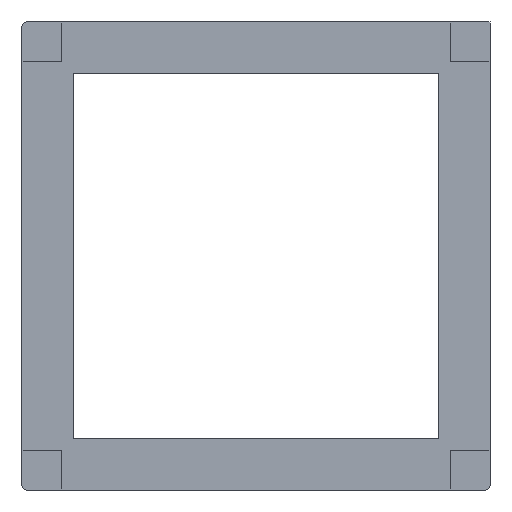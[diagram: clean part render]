
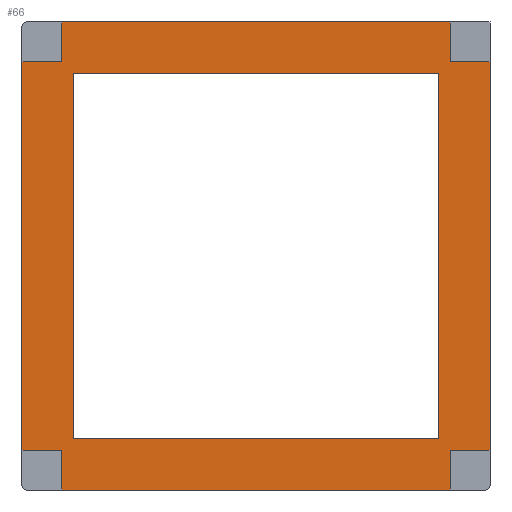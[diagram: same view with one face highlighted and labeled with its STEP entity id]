
A CAD part, front view. The second image highlights one B-rep face of the part: STEP entity #66.
In plain terms, the highlighted planar face has unit normal (0, -1, 0).
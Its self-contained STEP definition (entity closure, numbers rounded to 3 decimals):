
#66=ADVANCED_FACE('',(#279,#281),#283,.F.);
#279=FACE_BOUND('',#280,.T.);
#280=EDGE_LOOP('',(#1035,#1036,#1037,#1038,#1039,#1040,#1041,#1042,#1043,#1044,#1045,
#1046));
#281=FACE_BOUND('',#282,.T.);
#282=EDGE_LOOP('',(#1047,#1048,#1049,#1050));
#283=PLANE('',#284);
#284=AXIS2_PLACEMENT_3D('',#285,#286,#287);
#285=CARTESIAN_POINT('',(0.,0.,0.));
#286=DIRECTION('',(0.,1.,0.));
#287=DIRECTION('',(-1.,0.,0.));
#1035=ORIENTED_EDGE('',*,*,#1627,.F.);
#1036=ORIENTED_EDGE('',*,*,#1602,.F.);
#1037=ORIENTED_EDGE('',*,*,#1628,.F.);
#1038=ORIENTED_EDGE('',*,*,#1629,.F.);
#1039=ORIENTED_EDGE('',*,*,#1560,.F.);
#1040=ORIENTED_EDGE('',*,*,#1630,.F.);
#1041=ORIENTED_EDGE('',*,*,#1631,.F.);
#1042=ORIENTED_EDGE('',*,*,#1632,.F.);
#1043=ORIENTED_EDGE('',*,*,#1633,.F.);
#1044=ORIENTED_EDGE('',*,*,#1634,.F.);
#1045=ORIENTED_EDGE('',*,*,#1528,.F.);
#1046=ORIENTED_EDGE('',*,*,#1625,.F.);
#1047=ORIENTED_EDGE('',*,*,#1635,.T.);
#1048=ORIENTED_EDGE('',*,*,#1636,.T.);
#1049=ORIENTED_EDGE('',*,*,#1637,.T.);
#1050=ORIENTED_EDGE('',*,*,#1638,.T.);
#1528=EDGE_CURVE('',#1837,#1839,#1840,.T.);
#1560=EDGE_CURVE('',#1901,#1903,#1904,.T.);
#1602=EDGE_CURVE('',#1982,#1984,#1985,.T.);
#1625=EDGE_CURVE('',#2027,#1837,#2028,.F.);
#1627=EDGE_CURVE('',#1984,#2027,#2030,.F.);
#1628=EDGE_CURVE('',#2031,#1982,#2032,.F.);
#1629=EDGE_CURVE('',#1903,#2031,#2033,.F.);
#1630=EDGE_CURVE('',#2034,#1901,#2035,.F.);
#1631=EDGE_CURVE('',#2036,#2034,#2037,.F.);
#1632=EDGE_CURVE('',#2038,#2036,#2039,.T.);
#1633=EDGE_CURVE('',#2040,#2038,#2041,.F.);
#1634=EDGE_CURVE('',#1839,#2040,#2042,.F.);
#1635=EDGE_CURVE('',#2043,#2044,#2045,.T.);
#1636=EDGE_CURVE('',#2044,#2046,#2047,.T.);
#1637=EDGE_CURVE('',#2046,#2048,#2049,.T.);
#1638=EDGE_CURVE('',#2048,#2043,#2050,.T.);
#1837=VERTEX_POINT('',#2356);
#1839=VERTEX_POINT('',#2360);
#1840=LINE('',#2361,#2362);
#1901=VERTEX_POINT('',#2488);
#1903=VERTEX_POINT('',#2492);
#1904=LINE('',#2493,#2494);
#1982=VERTEX_POINT('',#2662);
#1984=VERTEX_POINT('',#2666);
#1985=LINE('',#2667,#2668);
#2027=VERTEX_POINT('',#2755);
#2028=LINE('',#2756,#2757);
#2030=LINE('',#2762,#2763);
#2031=VERTEX_POINT('',#2765);
#2032=LINE('',#2766,#2767);
#2033=LINE('',#2769,#2770);
#2034=VERTEX_POINT('',#2772);
#2035=LINE('',#2773,#2774);
#2036=VERTEX_POINT('',#2776);
#2037=LINE('',#2777,#2778);
#2038=VERTEX_POINT('',#2780);
#2039=LINE('',#2781,#2782);
#2040=VERTEX_POINT('',#2784);
#2041=LINE('',#2785,#2786);
#2042=LINE('',#2788,#2789);
#2043=VERTEX_POINT('',#2791);
#2044=VERTEX_POINT('',#2792);
#2045=LINE('',#2793,#2794);
#2046=VERTEX_POINT('',#2796);
#2047=LINE('',#2797,#2798);
#2048=VERTEX_POINT('',#2800);
#2049=LINE('',#2801,#2802);
#2050=LINE('',#2804,#2805);
#2356=CARTESIAN_POINT('',(50.,0.,41.5));
#2360=CARTESIAN_POINT('',(50.,0.,-41.5));
#2361=CARTESIAN_POINT('',(50.,0.,41.5));
#2362=VECTOR('',#2363,1.);
#2363=DIRECTION('',(0.,0.,-1.));
#2488=CARTESIAN_POINT('',(-50.,0.,-41.5));
#2492=CARTESIAN_POINT('',(-50.,0.,41.5));
#2493=CARTESIAN_POINT('',(-50.,0.,-41.5));
#2494=VECTOR('',#2495,1.);
#2495=DIRECTION('',(0.,0.,1.));
#2662=CARTESIAN_POINT('',(-41.5,0.,50.));
#2666=CARTESIAN_POINT('',(41.5,0.,50.));
#2667=CARTESIAN_POINT('',(-41.5,0.,50.));
#2668=VECTOR('',#2669,1.);
#2669=DIRECTION('',(1.,0.,0.));
#2755=CARTESIAN_POINT('',(41.5,0.,41.5));
#2756=CARTESIAN_POINT('',(50.,0.,41.5));
#2757=VECTOR('',#2758,1.);
#2758=DIRECTION('',(-1.,0.,0.));
#2762=CARTESIAN_POINT('',(41.5,0.,41.5));
#2763=VECTOR('',#2764,1.);
#2764=DIRECTION('',(0.,0.,1.));
#2765=CARTESIAN_POINT('',(-41.5,0.,41.5));
#2766=CARTESIAN_POINT('',(-41.5,0.,50.));
#2767=VECTOR('',#2768,1.);
#2768=DIRECTION('',(0.,0.,-1.));
#2769=CARTESIAN_POINT('',(-41.5,0.,41.5));
#2770=VECTOR('',#2771,1.);
#2771=DIRECTION('',(-1.,0.,0.));
#2772=CARTESIAN_POINT('',(-41.5,0.,-41.5));
#2773=CARTESIAN_POINT('',(-50.,0.,-41.5));
#2774=VECTOR('',#2775,1.);
#2775=DIRECTION('',(1.,0.,0.));
#2776=CARTESIAN_POINT('',(-41.5,0.,-50.));
#2777=CARTESIAN_POINT('',(-41.5,0.,-41.5));
#2778=VECTOR('',#2779,1.);
#2779=DIRECTION('',(0.,0.,-1.));
#2780=CARTESIAN_POINT('',(41.5,0.,-50.));
#2781=CARTESIAN_POINT('',(41.5,0.,-50.));
#2782=VECTOR('',#2783,1.);
#2783=DIRECTION('',(-1.,0.,0.));
#2784=CARTESIAN_POINT('',(41.5,0.,-41.5));
#2785=CARTESIAN_POINT('',(41.5,0.,-50.));
#2786=VECTOR('',#2787,1.);
#2787=DIRECTION('',(0.,0.,1.));
#2788=CARTESIAN_POINT('',(41.5,0.,-41.5));
#2789=VECTOR('',#2790,1.);
#2790=DIRECTION('',(1.,0.,0.));
#2791=CARTESIAN_POINT('',(-39.,0.,39.));
#2792=CARTESIAN_POINT('',(39.,0.,39.));
#2793=CARTESIAN_POINT('',(-39.,0.,39.));
#2794=VECTOR('',#2795,1.);
#2795=DIRECTION('',(1.,0.,0.));
#2796=CARTESIAN_POINT('',(39.,0.,-39.));
#2797=CARTESIAN_POINT('',(39.,0.,39.));
#2798=VECTOR('',#2799,1.);
#2799=DIRECTION('',(0.,0.,-1.));
#2800=CARTESIAN_POINT('',(-39.,0.,-39.));
#2801=CARTESIAN_POINT('',(39.,0.,-39.));
#2802=VECTOR('',#2803,1.);
#2803=DIRECTION('',(-1.,0.,0.));
#2804=CARTESIAN_POINT('',(-39.,0.,-39.));
#2805=VECTOR('',#2806,1.);
#2806=DIRECTION('',(0.,0.,1.));
